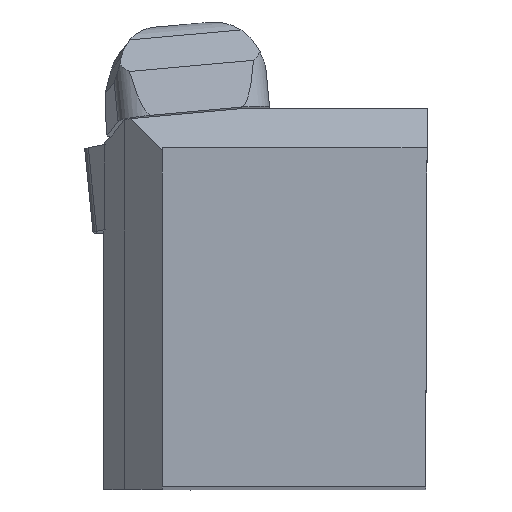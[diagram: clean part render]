
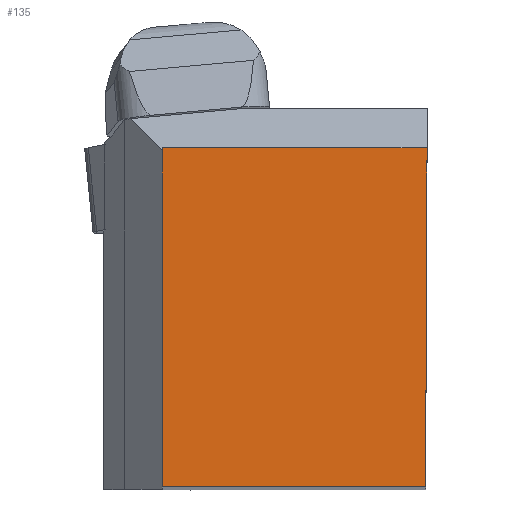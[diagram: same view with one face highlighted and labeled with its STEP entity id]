
A CAD part, top view. The second image highlights one B-rep face of the part: STEP entity #135.
In plain terms, the highlighted planar face has unit normal (0, 0, 1).
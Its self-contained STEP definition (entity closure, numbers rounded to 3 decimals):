
#135=ADVANCED_FACE('BLANK_BOXF006',(#242),#192,.F.);
#192=PLANE('',#1337);
#242=FACE_OUTER_BOUND('',#303,.T.);
#303=EDGE_LOOP('',(#431,#432,#433,#434));
#431=ORIENTED_EDGE('',*,*,#853,.F.);
#432=ORIENTED_EDGE('',*,*,#854,.F.);
#433=ORIENTED_EDGE('',*,*,#855,.F.);
#434=ORIENTED_EDGE('',*,*,#856,.F.);
#733=VERTEX_POINT('',#1895);
#734=VERTEX_POINT('',#1896);
#735=VERTEX_POINT('',#1898);
#736=VERTEX_POINT('',#1900);
#853=EDGE_CURVE('',#733,#734,#1012,.T.);
#854=EDGE_CURVE('',#735,#733,#1013,.T.);
#855=EDGE_CURVE('',#736,#735,#1014,.T.);
#856=EDGE_CURVE('',#734,#736,#1015,.T.);
#1012=LINE('',#1894,#1142);
#1013=LINE('',#1897,#1143);
#1014=LINE('',#1899,#1144);
#1015=LINE('',#1901,#1145);
#1142=VECTOR('',#1493,1.);
#1143=VECTOR('',#1494,1.);
#1144=VECTOR('',#1495,1.);
#1145=VECTOR('',#1496,1.);
#1337=AXIS2_PLACEMENT_3D('',#1902,#1497,#1498);
#1493=DIRECTION('',(0.,1.,0.));
#1494=DIRECTION('',(-1.,0.,0.));
#1495=DIRECTION('',(-0.004,-1.,0.));
#1496=DIRECTION('',(1.,0.,0.));
#1497=DIRECTION('',(0.,0.,-1.));
#1498=DIRECTION('',(-1.,0.,0.));
#1894=CARTESIAN_POINT('',(-24.875,-183.35,0.));
#1895=CARTESIAN_POINT('',(-24.875,0.,0.));
#1896=CARTESIAN_POINT('',(-24.875,31.85,0.));
#1897=CARTESIAN_POINT('',(183.35,0.,0.));
#1898=CARTESIAN_POINT('',(-0.139,0.,0.));
#1899=CARTESIAN_POINT('',(0.661,183.348,0.));
#1900=CARTESIAN_POINT('',(0.,31.85,0.));
#1901=CARTESIAN_POINT('',(-183.35,31.85,0.));
#1902=CARTESIAN_POINT('',(-44.35,-5.,0.));
